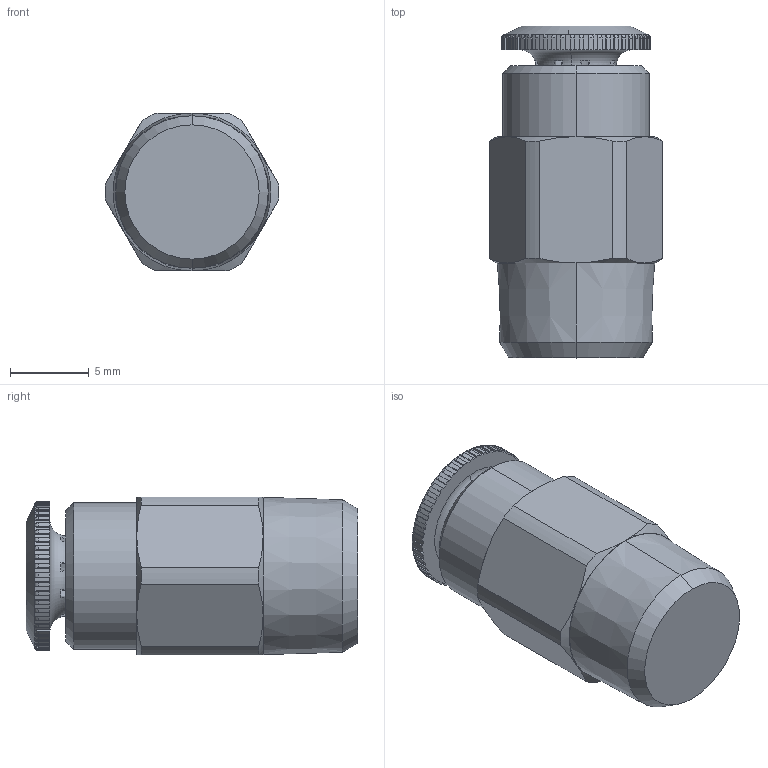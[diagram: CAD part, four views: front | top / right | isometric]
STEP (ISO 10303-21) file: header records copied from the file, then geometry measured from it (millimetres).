
FILE_DESCRIPTION (( 'STEP AP214' ), '1' );
FILE_NAME ('5800000003A.step', '2012-10-16T19:15:13', ( '' ), ( '' ), 'SwSTEP 2.0', 'SolidWorks 2012', '' );
FILE_SCHEMA (( 'AUTOMOTIVE_DESIGN' ));
Length unit declared in the file: millimetre
Products named in the file (1): 5800000003A
Bounding box: 10.99 x 21 x 10 mm (x, y, z)
Volume: 1510.1 mm3; surface area: 900.1 mm2
Topology: 1 solids, 1 shells, 272 faces, 802 edges, 528 vertices
Faces by surface type: plane 186, cylinder 60, cone 20, torus 6
Entity records: 9766 total; most frequent: CARTESIAN_POINT 2257, ORIENTED_EDGE 1604, DIRECTION 1344, EDGE_CURVE 802, VERTEX_POINT 528, AXIS2_PLACEMENT_3D 461, LINE 422, VECTOR 422
